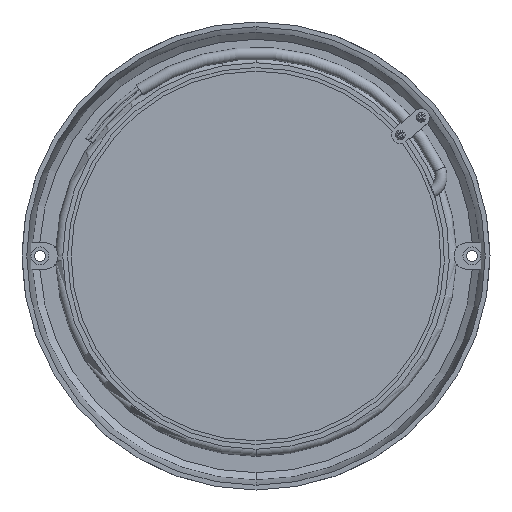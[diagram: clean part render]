
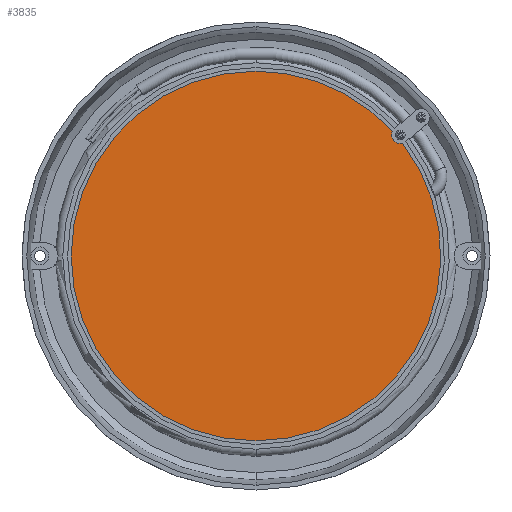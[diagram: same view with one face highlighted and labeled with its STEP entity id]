
A CAD part, front view. The second image highlights one B-rep face of the part: STEP entity #3835.
In plain terms, the highlighted planar face has unit normal (0, -1, 0).
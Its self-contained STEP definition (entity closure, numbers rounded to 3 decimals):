
#45 = CARTESIAN_POINT ( 'NONE',  ( 0., 2., 0. ) ) ;
#61 = CARTESIAN_POINT ( 'NONE',  ( 60.134, 2., 50.459 ) ) ;
#254 = DIRECTION ( 'NONE',  ( 0., 0., -1. ) ) ;
#393 = DIRECTION ( 'NONE',  ( 0., 0., -1. ) ) ;
#408 = DIRECTION ( 'NONE',  ( 0., 0., -1. ) ) ;
#603 = VERTEX_POINT ( 'NONE', #1887 ) ;
#761 = CARTESIAN_POINT ( 'NONE',  ( 60.134, 2., 46.859 ) ) ;
#859 = PLANE ( 'NONE',  #935 ) ;
#935 = AXIS2_PLACEMENT_3D ( 'NONE', #3687, #3079, #1158 ) ;
#1028 = FACE_OUTER_BOUND ( 'NONE', #2099, .T. ) ;
#1158 = DIRECTION ( 'NONE',  ( 0., 0., -1. ) ) ;
#1277 = CIRCLE ( 'NONE', #3343, 77. ) ;
#1350 = EDGE_CURVE ( 'NONE', #3781, #3207, #3271, .T. ) ;
#1451 = ORIENTED_EDGE ( 'NONE', *, *, #1350, .F. ) ;
#1479 = ORIENTED_EDGE ( 'NONE', *, *, #3082, .T. ) ;
#1483 = ORIENTED_EDGE ( 'NONE', *, *, #1692, .T. ) ;
#1492 = ORIENTED_EDGE ( 'NONE', *, *, #2043, .T. ) ;
#1496 = ORIENTED_EDGE ( 'NONE', *, *, #3100, .F. ) ;
#1692 = EDGE_CURVE ( 'NONE', #3613, #3504, #2609, .T. ) ;
#1876 = CARTESIAN_POINT ( 'NONE',  ( 0., 2., 0. ) ) ;
#1887 = CARTESIAN_POINT ( 'NONE',  ( 61.016, 2., 46.968 ) ) ;
#2043 = EDGE_CURVE ( 'NONE', #3504, #603, #1277, .T. ) ;
#2099 = EDGE_LOOP ( 'NONE', ( #1451, #1479, #1483, #1492, #1496 ) ) ;
#2144 = DIRECTION ( 'NONE',  ( 0., -1., 0. ) ) ;
#2187 = DIRECTION ( 'NONE',  ( 0., 0., -1. ) ) ;
#2286 = DIRECTION ( 'NONE',  ( 0., -1., 0. ) ) ;
#2304 = DIRECTION ( 'NONE',  ( 0., -1., 0. ) ) ;
#2510 = CIRCLE ( 'NONE', #3726, 3.6 ) ;
#2584 = CARTESIAN_POINT ( 'NONE',  ( 0., 2., -77. ) ) ;
#2606 = AXIS2_PLACEMENT_3D ( 'NONE', #1876, #3989, #2187 ) ;
#2609 = CIRCLE ( 'NONE', #2606, 77. ) ;
#2979 = CARTESIAN_POINT ( 'NONE',  ( 0., 2., 77. ) ) ;
#3040 = CARTESIAN_POINT ( 'NONE',  ( 56.85, 2., 51.933 ) ) ;
#3079 = DIRECTION ( 'NONE',  ( 0., -1., 0. ) ) ;
#3082 = EDGE_CURVE ( 'NONE', #3781, #3613, #3320, .T. ) ;
#3100 = EDGE_CURVE ( 'NONE', #3207, #603, #2510, .T. ) ;
#3207 = VERTEX_POINT ( 'NONE', #761 ) ;
#3271 = CIRCLE ( 'NONE', #3589, 3.6 ) ;
#3320 = CIRCLE ( 'NONE', #3321, 77. ) ;
#3321 = AXIS2_PLACEMENT_3D ( 'NONE', #45, #2286, #393 ) ;
#3343 = AXIS2_PLACEMENT_3D ( 'NONE', #3956, #2144, #254 ) ;
#3504 = VERTEX_POINT ( 'NONE', #2584 ) ;
#3589 = AXIS2_PLACEMENT_3D ( 'NONE', #3945, #3922, #3915 ) ;
#3613 = VERTEX_POINT ( 'NONE', #2979 ) ;
#3687 = CARTESIAN_POINT ( 'NONE',  ( 0., 2., 0. ) ) ;
#3726 = AXIS2_PLACEMENT_3D ( 'NONE', #61, #2304, #408 ) ;
#3781 = VERTEX_POINT ( 'NONE', #3040 ) ;
#3835 = ADVANCED_FACE ( 'NONE', ( #1028 ), #859, .T. ) ;
#3915 = DIRECTION ( 'NONE',  ( 0., 0., -1. ) ) ;
#3922 = DIRECTION ( 'NONE',  ( 0., -1., 0. ) ) ;
#3945 = CARTESIAN_POINT ( 'NONE',  ( 60.134, 2., 50.459 ) ) ;
#3956 = CARTESIAN_POINT ( 'NONE',  ( 0., 2., 0. ) ) ;
#3989 = DIRECTION ( 'NONE',  ( 0., -1., 0. ) ) ;
